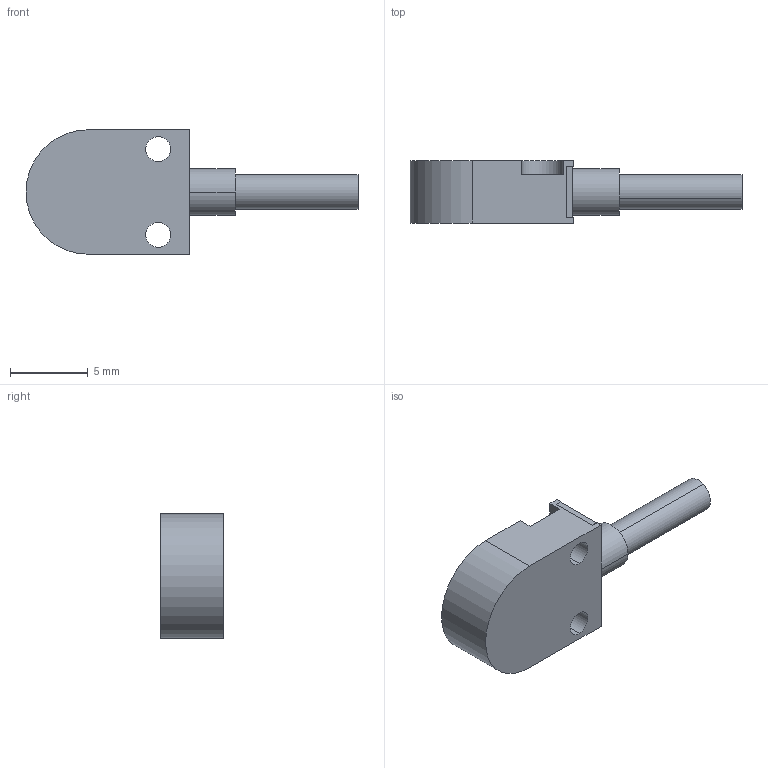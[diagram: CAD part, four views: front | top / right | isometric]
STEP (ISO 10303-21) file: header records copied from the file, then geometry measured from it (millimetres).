
FILE_DESCRIPTION (( 'STEP AP203' ), '1' );
FILE_NAME ('NS-CDCS08-430F 电容传感器探头.STEP', '2023-06-05T02:54:22', ( '' ), ( '' ), 'SwSTEP 2.0', 'SolidWorks 2017', '' );
FILE_SCHEMA (( 'CONFIG_CONTROL_DESIGN' ));
Length unit declared in the file: millimetre
Products named in the file (1): NS-CDCS08-430F 电容传感器探头
Bounding box: 21.34 x 4 x 8 mm (x, y, z)
Surface area: 448.2 mm2 (no closed solid volume)
Topology: 0 solids, 3 shells, 33 faces, 95 edges, 66 vertices
Faces by surface type: plane 19, cylinder 14
Entity records: 1168 total; most frequent: CARTESIAN_POINT 195, DIRECTION 191, ORIENTED_EDGE 170, EDGE_CURVE 95, VECTOR 67, LINE 67, VERTEX_POINT 66, AXIS2_PLACEMENT_3D 62
